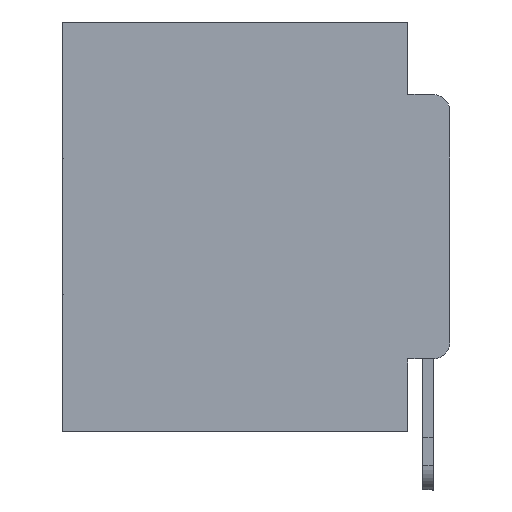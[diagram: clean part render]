
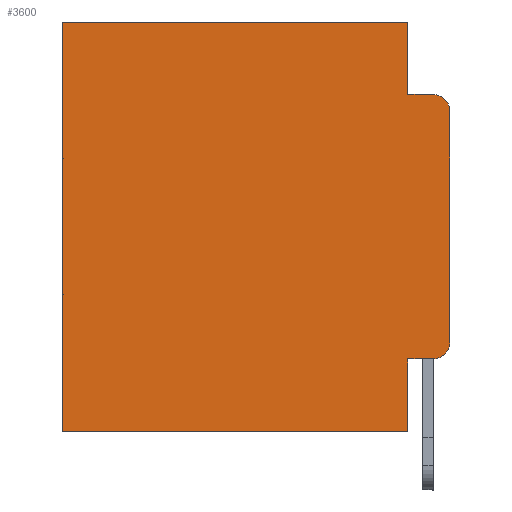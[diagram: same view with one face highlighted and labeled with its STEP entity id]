
A CAD part, left-side view. The second image highlights one B-rep face of the part: STEP entity #3600.
In plain terms, the highlighted planar face has unit normal (-1, 0, 0).
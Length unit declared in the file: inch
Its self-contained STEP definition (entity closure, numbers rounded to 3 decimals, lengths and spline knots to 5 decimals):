
#1169 = VECTOR ( 'NONE', #16741, 39.37008 ) ;
#1505 = DIRECTION ( 'NONE',  ( 0., -1., 0. ) ) ;
#2598 = VERTEX_POINT ( 'NONE', #5514 ) ;
#2624 = ORIENTED_EDGE ( 'NONE', *, *, #19898, .T. ) ;
#2685 = DIRECTION ( 'NONE',  ( 0., 0., -1. ) ) ;
#3080 = ORIENTED_EDGE ( 'NONE', *, *, #12333, .T. ) ;
#3227 = DIRECTION ( 'NONE',  ( 0., 1., 0. ) ) ;
#3415 = VERTEX_POINT ( 'NONE', #12723 ) ;
#3446 = EDGE_CURVE ( 'NONE', #13045, #15808, #10400, .T. ) ;
#3600 = ADVANCED_FACE ( 'NONE', ( #6475 ), #6322, .F. ) ;
#3785 = EDGE_CURVE ( 'NONE', #9731, #2598, #21118, .T. ) ;
#5008 = VECTOR ( 'NONE', #10145, 39.37008 ) ;
#5498 = CARTESIAN_POINT ( 'NONE',  ( 0.298, 0.051, 0. ) ) ;
#5514 = CARTESIAN_POINT ( 'NONE',  ( 0.298, 0.051, -0.0885 ) ) ;
#6028 = LINE ( 'NONE', #8677, #27418 ) ;
#6322 = PLANE ( 'NONE',  #26519 ) ;
#6368 = ORIENTED_EDGE ( 'NONE', *, *, #3785, .F. ) ;
#6447 = DIRECTION ( 'NONE',  ( 0., 0., -1. ) ) ;
#6475 = FACE_OUTER_BOUND ( 'NONE', #25137, .T. ) ;
#6639 = VECTOR ( 'NONE', #3227, 39.37008 ) ;
#7255 = CARTESIAN_POINT ( 'NONE',  ( 0.298, 0.051, 0. ) ) ;
#7763 = ORIENTED_EDGE ( 'NONE', *, *, #18798, .F. ) ;
#8083 = LINE ( 'NONE', #17567, #9660 ) ;
#8122 = CIRCLE ( 'NONE', #22516, 0.02 ) ;
#8677 = CARTESIAN_POINT ( 'NONE',  ( 0.298, 0.051, -0.0885 ) ) ;
#9312 = LINE ( 'NONE', #18791, #19104 ) ;
#9318 = ORIENTED_EDGE ( 'NONE', *, *, #17609, .T. ) ;
#9375 = EDGE_CURVE ( 'NONE', #2598, #14248, #6028, .T. ) ;
#9577 = CARTESIAN_POINT ( 'NONE',  ( 0.298, 0.02, -0.1085 ) ) ;
#9660 = VECTOR ( 'NONE', #27085, 39.37008 ) ;
#9731 = VERTEX_POINT ( 'NONE', #21922 ) ;
#9833 = CARTESIAN_POINT ( 'NONE',  ( 0.298, 0.051, -0.4115 ) ) ;
#10145 = DIRECTION ( 'NONE',  ( 0., -1., 0. ) ) ;
#10245 = CARTESIAN_POINT ( 'NONE',  ( 0.298, 0., -0.5 ) ) ;
#10400 = LINE ( 'NONE', #10245, #6639 ) ;
#11118 = VERTEX_POINT ( 'NONE', #30062 ) ;
#11744 = AXIS2_PLACEMENT_3D ( 'NONE', #9577, #26385, #26544 ) ;
#12200 = ORIENTED_EDGE ( 'NONE', *, *, #28841, .F. ) ;
#12333 = EDGE_CURVE ( 'NONE', #9731, #27359, #8083, .T. ) ;
#12359 = DIRECTION ( 'NONE',  ( 0., 0., -1. ) ) ;
#12571 = CARTESIAN_POINT ( 'NONE',  ( 0.298, 0., -0.3915 ) ) ;
#12723 = CARTESIAN_POINT ( 'NONE',  ( 0.298, 0.02, -0.4115 ) ) ;
#13045 = VERTEX_POINT ( 'NONE', #19835 ) ;
#13618 = CARTESIAN_POINT ( 'NONE',  ( 0.298, 0.02, -0.3915 ) ) ;
#13928 = ORIENTED_EDGE ( 'NONE', *, *, #14821, .T. ) ;
#14248 = VERTEX_POINT ( 'NONE', #22395 ) ;
#14515 = CARTESIAN_POINT ( 'NONE',  ( 0.298, 0., 0. ) ) ;
#14821 = EDGE_CURVE ( 'NONE', #3415, #29806, #8122, .T. ) ;
#14918 = ORIENTED_EDGE ( 'NONE', *, *, #30366, .T. ) ;
#15808 = VERTEX_POINT ( 'NONE', #16335 ) ;
#16138 = DIRECTION ( 'NONE',  ( 0., 0., -1. ) ) ;
#16335 = CARTESIAN_POINT ( 'NONE',  ( 0.298, 0.473, -0.5 ) ) ;
#16741 = DIRECTION ( 'NONE',  ( 0., 0., -1. ) ) ;
#17349 = VERTEX_POINT ( 'NONE', #19912 ) ;
#17567 = CARTESIAN_POINT ( 'NONE',  ( 0.298, 0., 0. ) ) ;
#17609 = EDGE_CURVE ( 'NONE', #27359, #15808, #9312, .T. ) ;
#17671 = ORIENTED_EDGE ( 'NONE', *, *, #3446, .F. ) ;
#18468 = DIRECTION ( 'NONE',  ( 1., 0., 0. ) ) ;
#18791 = CARTESIAN_POINT ( 'NONE',  ( 0.298, 0.473, 0. ) ) ;
#18798 = EDGE_CURVE ( 'NONE', #17349, #13045, #19671, .T. ) ;
#19104 = VECTOR ( 'NONE', #28313, 39.37008 ) ;
#19471 = LINE ( 'NONE', #9833, #5008 ) ;
#19671 = LINE ( 'NONE', #5498, #26131 ) ;
#19835 = CARTESIAN_POINT ( 'NONE',  ( 0.298, 0.051, -0.5 ) ) ;
#19898 = EDGE_CURVE ( 'NONE', #11118, #14248, #21191, .T. ) ;
#19912 = CARTESIAN_POINT ( 'NONE',  ( 0.298, 0.051, -0.4115 ) ) ;
#21118 = LINE ( 'NONE', #7255, #1169 ) ;
#21191 = CIRCLE ( 'NONE', #11744, 0.02 ) ;
#21922 = CARTESIAN_POINT ( 'NONE',  ( 0.298, 0.051, 0. ) ) ;
#22395 = CARTESIAN_POINT ( 'NONE',  ( 0.298, 0.02, -0.0885 ) ) ;
#22516 = AXIS2_PLACEMENT_3D ( 'NONE', #13618, #27495, #6447 ) ;
#25137 = EDGE_LOOP ( 'NONE', ( #12200, #2624, #27444, #6368, #3080, #9318, #17671, #7763, #14918, #13928 ) ) ;
#26131 = VECTOR ( 'NONE', #12359, 39.37008 ) ;
#26385 = DIRECTION ( 'NONE',  ( -1., 0., 0. ) ) ;
#26519 = AXIS2_PLACEMENT_3D ( 'NONE', #27987, #18468, #16138 ) ;
#26544 = DIRECTION ( 'NONE',  ( 0., 0., -1. ) ) ;
#27085 = DIRECTION ( 'NONE',  ( 0., 1., 0. ) ) ;
#27359 = VERTEX_POINT ( 'NONE', #27782 ) ;
#27418 = VECTOR ( 'NONE', #1505, 39.37008 ) ;
#27444 = ORIENTED_EDGE ( 'NONE', *, *, #9375, .F. ) ;
#27495 = DIRECTION ( 'NONE',  ( -1., 0., 0. ) ) ;
#27782 = CARTESIAN_POINT ( 'NONE',  ( 0.298, 0.473, 0. ) ) ;
#27847 = VECTOR ( 'NONE', #2685, 39.37008 ) ;
#27987 = CARTESIAN_POINT ( 'NONE',  ( 0.298, 0., 0. ) ) ;
#28313 = DIRECTION ( 'NONE',  ( 0., 0., -1. ) ) ;
#28707 = LINE ( 'NONE', #14515, #27847 ) ;
#28841 = EDGE_CURVE ( 'NONE', #11118, #29806, #28707, .T. ) ;
#29806 = VERTEX_POINT ( 'NONE', #12571 ) ;
#30062 = CARTESIAN_POINT ( 'NONE',  ( 0.298, 0., -0.1085 ) ) ;
#30366 = EDGE_CURVE ( 'NONE', #17349, #3415, #19471, .T. ) ;
